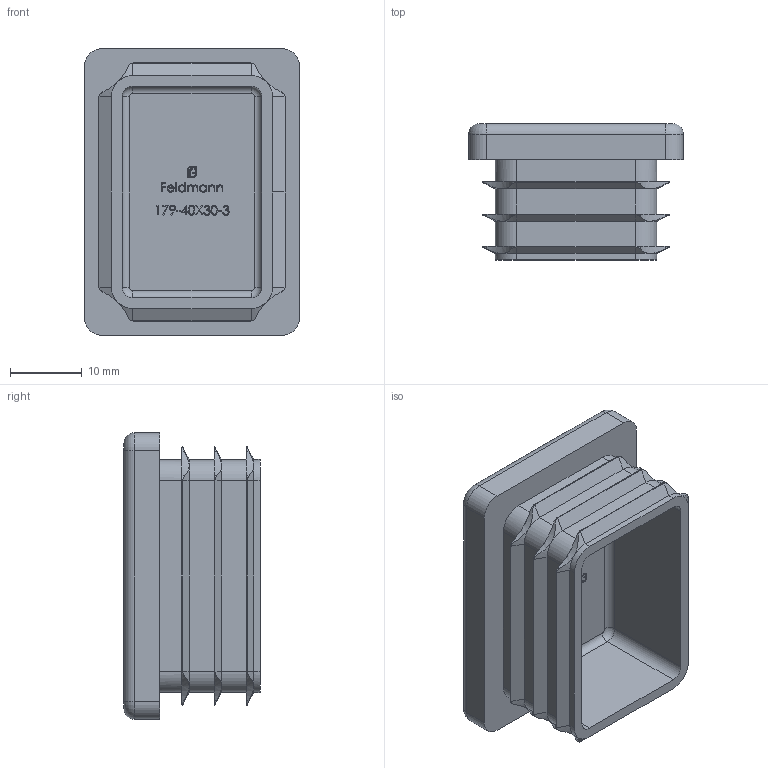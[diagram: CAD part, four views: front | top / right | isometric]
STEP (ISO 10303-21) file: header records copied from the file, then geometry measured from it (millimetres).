
FILE_DESCRIPTION (( 'STEP AP203' ), '1' );
FILE_NAME ('179-40X30-3.step', '2021-01-25T13:14:16', ( '' ), ( '' ), 'SwSTEP 2.0', 'SolidWorks 2018', '' );
FILE_SCHEMA (( 'CONFIG_CONTROL_DESIGN' ));
Length unit declared in the file: millimetre
Products named in the file (2): 179-40X30-3
Bounding box: 30 x 19 x 40 mm (x, y, z)
Volume: 8301.6 mm3; surface area: 6550.4 mm2
Topology: 1 solids, 1 shells, 523 faces, 1358 edges, 866 vertices
Faces by surface type: plane 237, bspline 123, cylinder 83, torus 56, cone 24
Entity records: 22612 total; most frequent: CARTESIAN_POINT 10624, ORIENTED_EDGE 2716, DIRECTION 2015, EDGE_CURVE 1358, VERTEX_POINT 866, VECTOR 725, LINE 725, AXIS2_PLACEMENT_3D 645
